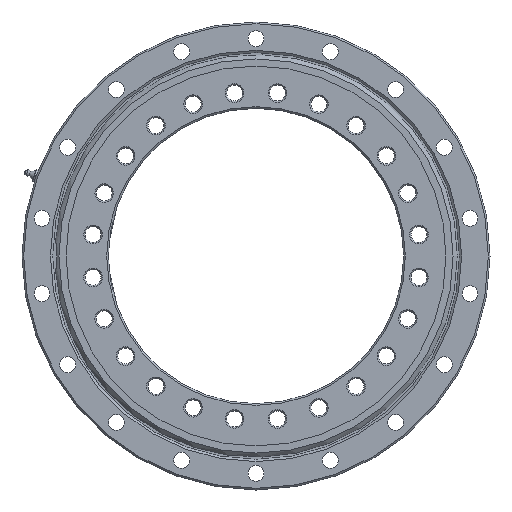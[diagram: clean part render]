
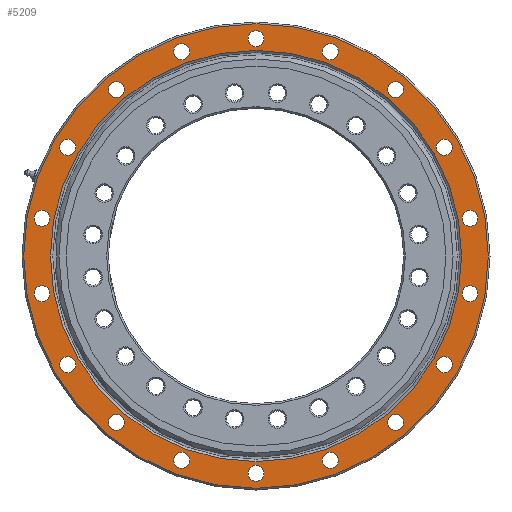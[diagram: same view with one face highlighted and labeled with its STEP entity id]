
A CAD part, front view. The second image highlights one B-rep face of the part: STEP entity #5209.
In plain terms, the highlighted planar face has unit normal (0, -1, 0).
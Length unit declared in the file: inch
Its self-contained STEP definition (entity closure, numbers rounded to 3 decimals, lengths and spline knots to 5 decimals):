
#312=PLANE('',#5848);
#386=FACE_BOUND('',#1336,.T.);
#387=FACE_BOUND('',#1337,.T.);
#388=FACE_BOUND('',#1338,.T.);
#389=FACE_BOUND('',#1339,.T.);
#390=FACE_BOUND('',#1340,.T.);
#391=FACE_BOUND('',#1341,.T.);
#392=FACE_BOUND('',#1342,.T.);
#393=FACE_BOUND('',#1343,.T.);
#394=FACE_BOUND('',#1344,.T.);
#395=FACE_BOUND('',#1345,.T.);
#396=FACE_BOUND('',#1346,.T.);
#397=FACE_BOUND('',#1347,.T.);
#398=FACE_BOUND('',#1348,.T.);
#399=FACE_BOUND('',#1349,.T.);
#400=FACE_BOUND('',#1350,.T.);
#401=FACE_BOUND('',#1351,.T.);
#402=FACE_BOUND('',#1352,.T.);
#403=FACE_BOUND('',#1353,.T.);
#404=FACE_BOUND('',#1354,.T.);
#985=FACE_OUTER_BOUND('',#1335,.T.);
#1335=EDGE_LOOP('',(#4550));
#1336=EDGE_LOOP('',(#4551));
#1337=EDGE_LOOP('',(#4552));
#1338=EDGE_LOOP('',(#4553));
#1339=EDGE_LOOP('',(#4554));
#1340=EDGE_LOOP('',(#4555));
#1341=EDGE_LOOP('',(#4556));
#1342=EDGE_LOOP('',(#4557));
#1343=EDGE_LOOP('',(#4558));
#1344=EDGE_LOOP('',(#4559));
#1345=EDGE_LOOP('',(#4560));
#1346=EDGE_LOOP('',(#4561));
#1347=EDGE_LOOP('',(#4562));
#1348=EDGE_LOOP('',(#4563));
#1349=EDGE_LOOP('',(#4564));
#1350=EDGE_LOOP('',(#4565));
#1351=EDGE_LOOP('',(#4566));
#1352=EDGE_LOOP('',(#4567));
#1353=EDGE_LOOP('',(#4568));
#1354=EDGE_LOOP('',(#4569));
#1988=CIRCLE('',#5844,8.2075);
#1991=CIRCLE('',#5849,7.26378);
#1992=CIRCLE('',#5850,0.281);
#1993=CIRCLE('',#5851,0.281);
#1994=CIRCLE('',#5852,0.281);
#1995=CIRCLE('',#5853,0.281);
#1996=CIRCLE('',#5854,0.281);
#1997=CIRCLE('',#5855,0.281);
#1998=CIRCLE('',#5856,0.281);
#1999=CIRCLE('',#5857,0.281);
#2000=CIRCLE('',#5858,0.281);
#2001=CIRCLE('',#5859,0.281);
#2002=CIRCLE('',#5860,0.281);
#2003=CIRCLE('',#5861,0.281);
#2004=CIRCLE('',#5862,0.281);
#2005=CIRCLE('',#5863,0.281);
#2006=CIRCLE('',#5864,0.281);
#2007=CIRCLE('',#5865,0.281);
#2008=CIRCLE('',#5866,0.281);
#2009=CIRCLE('',#5867,0.281);
#2476=VERTEX_POINT('',#16113);
#2479=VERTEX_POINT('',#16123);
#2480=VERTEX_POINT('',#16125);
#2481=VERTEX_POINT('',#16127);
#2482=VERTEX_POINT('',#16129);
#2483=VERTEX_POINT('',#16131);
#2484=VERTEX_POINT('',#16133);
#2485=VERTEX_POINT('',#16135);
#2486=VERTEX_POINT('',#16137);
#2487=VERTEX_POINT('',#16139);
#2488=VERTEX_POINT('',#16141);
#2489=VERTEX_POINT('',#16143);
#2490=VERTEX_POINT('',#16145);
#2491=VERTEX_POINT('',#16147);
#2492=VERTEX_POINT('',#16149);
#2493=VERTEX_POINT('',#16151);
#2494=VERTEX_POINT('',#16153);
#2495=VERTEX_POINT('',#16155);
#2496=VERTEX_POINT('',#16157);
#2497=VERTEX_POINT('',#16159);
#3182=EDGE_CURVE('',#2476,#2476,#1988,.T.);
#3186=EDGE_CURVE('',#2479,#2479,#1991,.T.);
#3187=EDGE_CURVE('',#2480,#2480,#1992,.T.);
#3188=EDGE_CURVE('',#2481,#2481,#1993,.T.);
#3189=EDGE_CURVE('',#2482,#2482,#1994,.T.);
#3190=EDGE_CURVE('',#2483,#2483,#1995,.T.);
#3191=EDGE_CURVE('',#2484,#2484,#1996,.T.);
#3192=EDGE_CURVE('',#2485,#2485,#1997,.T.);
#3193=EDGE_CURVE('',#2486,#2486,#1998,.T.);
#3194=EDGE_CURVE('',#2487,#2487,#1999,.T.);
#3195=EDGE_CURVE('',#2488,#2488,#2000,.T.);
#3196=EDGE_CURVE('',#2489,#2489,#2001,.T.);
#3197=EDGE_CURVE('',#2490,#2490,#2002,.T.);
#3198=EDGE_CURVE('',#2491,#2491,#2003,.T.);
#3199=EDGE_CURVE('',#2492,#2492,#2004,.T.);
#3200=EDGE_CURVE('',#2493,#2493,#2005,.T.);
#3201=EDGE_CURVE('',#2494,#2494,#2006,.T.);
#3202=EDGE_CURVE('',#2495,#2495,#2007,.T.);
#3203=EDGE_CURVE('',#2496,#2496,#2008,.T.);
#3204=EDGE_CURVE('',#2497,#2497,#2009,.T.);
#4550=ORIENTED_EDGE('',*,*,#3182,.F.);
#4551=ORIENTED_EDGE('',*,*,#3186,.T.);
#4552=ORIENTED_EDGE('',*,*,#3187,.T.);
#4553=ORIENTED_EDGE('',*,*,#3188,.T.);
#4554=ORIENTED_EDGE('',*,*,#3189,.T.);
#4555=ORIENTED_EDGE('',*,*,#3190,.T.);
#4556=ORIENTED_EDGE('',*,*,#3191,.T.);
#4557=ORIENTED_EDGE('',*,*,#3192,.T.);
#4558=ORIENTED_EDGE('',*,*,#3193,.T.);
#4559=ORIENTED_EDGE('',*,*,#3194,.T.);
#4560=ORIENTED_EDGE('',*,*,#3195,.T.);
#4561=ORIENTED_EDGE('',*,*,#3196,.T.);
#4562=ORIENTED_EDGE('',*,*,#3197,.T.);
#4563=ORIENTED_EDGE('',*,*,#3198,.T.);
#4564=ORIENTED_EDGE('',*,*,#3199,.T.);
#4565=ORIENTED_EDGE('',*,*,#3200,.T.);
#4566=ORIENTED_EDGE('',*,*,#3201,.T.);
#4567=ORIENTED_EDGE('',*,*,#3202,.T.);
#4568=ORIENTED_EDGE('',*,*,#3203,.T.);
#4569=ORIENTED_EDGE('',*,*,#3204,.T.);
#5209=ADVANCED_FACE('',(#985,#386,#387,#388,#389,#390,#391,#392,#393,#394,
#395,#396,#397,#398,#399,#400,#401,#402,#403,#404),#312,.T.);
#5844=AXIS2_PLACEMENT_3D('',#16115,#7030,#7031);
#5848=AXIS2_PLACEMENT_3D('',#16122,#7039,#7040);
#5849=AXIS2_PLACEMENT_3D('',#16124,#7041,#7042);
#5850=AXIS2_PLACEMENT_3D('',#16126,#7043,#7044);
#5851=AXIS2_PLACEMENT_3D('',#16128,#7045,#7046);
#5852=AXIS2_PLACEMENT_3D('',#16130,#7047,#7048);
#5853=AXIS2_PLACEMENT_3D('',#16132,#7049,#7050);
#5854=AXIS2_PLACEMENT_3D('',#16134,#7051,#7052);
#5855=AXIS2_PLACEMENT_3D('',#16136,#7053,#7054);
#5856=AXIS2_PLACEMENT_3D('',#16138,#7055,#7056);
#5857=AXIS2_PLACEMENT_3D('',#16140,#7057,#7058);
#5858=AXIS2_PLACEMENT_3D('',#16142,#7059,#7060);
#5859=AXIS2_PLACEMENT_3D('',#16144,#7061,#7062);
#5860=AXIS2_PLACEMENT_3D('',#16146,#7063,#7064);
#5861=AXIS2_PLACEMENT_3D('',#16148,#7065,#7066);
#5862=AXIS2_PLACEMENT_3D('',#16150,#7067,#7068);
#5863=AXIS2_PLACEMENT_3D('',#16152,#7069,#7070);
#5864=AXIS2_PLACEMENT_3D('',#16154,#7071,#7072);
#5865=AXIS2_PLACEMENT_3D('',#16156,#7073,#7074);
#5866=AXIS2_PLACEMENT_3D('',#16158,#7075,#7076);
#5867=AXIS2_PLACEMENT_3D('',#16160,#7077,#7078);
#7030=DIRECTION('center_axis',(0.,1.,0.));
#7031=DIRECTION('ref_axis',(1.,0.,0.));
#7039=DIRECTION('center_axis',(0.,-1.,0.));
#7040=DIRECTION('ref_axis',(0.,0.,-1.));
#7041=DIRECTION('center_axis',(0.,1.,0.));
#7042=DIRECTION('ref_axis',(-1.,0.,0.));
#7043=DIRECTION('center_axis',(0.,1.,0.));
#7044=DIRECTION('ref_axis',(1.,0.,0.));
#7045=DIRECTION('center_axis',(0.,1.,0.));
#7046=DIRECTION('ref_axis',(0.94,0.,-0.342));
#7047=DIRECTION('center_axis',(0.,1.,0.));
#7048=DIRECTION('ref_axis',(0.766,0.,-0.643));
#7049=DIRECTION('center_axis',(0.,1.,0.));
#7050=DIRECTION('ref_axis',(0.5,0.,-0.866));
#7051=DIRECTION('center_axis',(0.,1.,0.));
#7052=DIRECTION('ref_axis',(0.174,0.,-0.985));
#7053=DIRECTION('center_axis',(0.,1.,0.));
#7054=DIRECTION('ref_axis',(-0.174,0.,-0.985));
#7055=DIRECTION('center_axis',(0.,1.,0.));
#7056=DIRECTION('ref_axis',(-0.5,0.,-0.866));
#7057=DIRECTION('center_axis',(0.,1.,0.));
#7058=DIRECTION('ref_axis',(-0.766,0.,-0.643));
#7059=DIRECTION('center_axis',(0.,1.,0.));
#7060=DIRECTION('ref_axis',(-0.94,0.,-0.342));
#7061=DIRECTION('center_axis',(0.,1.,0.));
#7062=DIRECTION('ref_axis',(-1.,0.,0.));
#7063=DIRECTION('center_axis',(0.,1.,0.));
#7064=DIRECTION('ref_axis',(-0.94,0.,0.342));
#7065=DIRECTION('center_axis',(0.,1.,0.));
#7066=DIRECTION('ref_axis',(-0.766,0.,0.643));
#7067=DIRECTION('center_axis',(0.,1.,0.));
#7068=DIRECTION('ref_axis',(-0.5,0.,0.866));
#7069=DIRECTION('center_axis',(0.,1.,0.));
#7070=DIRECTION('ref_axis',(-0.174,0.,0.985));
#7071=DIRECTION('center_axis',(0.,1.,0.));
#7072=DIRECTION('ref_axis',(0.174,0.,0.985));
#7073=DIRECTION('center_axis',(0.,1.,0.));
#7074=DIRECTION('ref_axis',(0.5,0.,0.866));
#7075=DIRECTION('center_axis',(0.,1.,0.));
#7076=DIRECTION('ref_axis',(0.766,0.,0.643));
#7077=DIRECTION('center_axis',(0.,1.,0.));
#7078=DIRECTION('ref_axis',(0.94,0.,0.342));
#16113=CARTESIAN_POINT('',(-8.2075,-0.748,0.));
#16115=CARTESIAN_POINT('Origin',(0.,-0.748,0.));
#16122=CARTESIAN_POINT('Origin',(-7.76564,-0.748,0.));
#16123=CARTESIAN_POINT('',(7.26378,-0.748,0.));
#16124=CARTESIAN_POINT('Origin',(0.,-0.748,0.));
#16125=CARTESIAN_POINT('',(-7.84137,-0.748,-1.3331));
#16126=CARTESIAN_POINT('Origin',(-7.56037,-0.748,-1.3331));
#16127=CARTESIAN_POINT('',(-7.82442,-0.748,1.4292));
#16128=CARTESIAN_POINT('Origin',(-7.56037,-0.748,1.3331));
#16129=CARTESIAN_POINT('',(-6.86374,-0.748,4.01912));
#16130=CARTESIAN_POINT('Origin',(-6.64848,-0.748,3.8385));
#16131=CARTESIAN_POINT('',(-5.07518,-0.748,6.12428));
#16132=CARTESIAN_POINT('Origin',(-4.93468,-0.748,5.88092));
#16133=CARTESIAN_POINT('',(-2.67448,-0.748,7.49075));
#16134=CARTESIAN_POINT('Origin',(-2.62569,-0.748,7.21402));
#16135=CARTESIAN_POINT('',(0.0488,-0.748,7.95373));
#16136=CARTESIAN_POINT('Origin',(0.,-0.748,
7.677));
#16137=CARTESIAN_POINT('',(2.76619,-0.748,7.45737));
#16138=CARTESIAN_POINT('Origin',(2.62569,-0.748,7.21402));
#16139=CARTESIAN_POINT('',(5.14994,-0.748,6.06155));
#16140=CARTESIAN_POINT('Origin',(4.93468,-0.748,5.88092));
#16141=CARTESIAN_POINT('',(6.91253,-0.748,3.93461));
#16142=CARTESIAN_POINT('Origin',(6.64848,-0.748,3.8385));
#16143=CARTESIAN_POINT('',(7.84137,-0.748,1.3331));
#16144=CARTESIAN_POINT('Origin',(7.56037,-0.748,1.3331));
#16145=CARTESIAN_POINT('',(7.82442,-0.748,-1.4292));
#16146=CARTESIAN_POINT('Origin',(7.56037,-0.748,-1.3331));
#16147=CARTESIAN_POINT('',(6.86374,-0.748,-4.01912));
#16148=CARTESIAN_POINT('Origin',(6.64848,-0.748,-3.8385));
#16149=CARTESIAN_POINT('',(5.07518,-0.748,-6.12428));
#16150=CARTESIAN_POINT('Origin',(4.93468,-0.748,-5.88092));
#16151=CARTESIAN_POINT('',(2.67448,-0.748,-7.49075));
#16152=CARTESIAN_POINT('Origin',(2.62569,-0.748,-7.21402));
#16153=CARTESIAN_POINT('',(-0.0488,-0.748,-7.95373));
#16154=CARTESIAN_POINT('Origin',(0.,-0.748,
-7.677));
#16155=CARTESIAN_POINT('',(-2.76619,-0.748,-7.45737));
#16156=CARTESIAN_POINT('Origin',(-2.62569,-0.748,-7.21402));
#16157=CARTESIAN_POINT('',(-5.14994,-0.748,-6.06155));
#16158=CARTESIAN_POINT('Origin',(-4.93468,-0.748,-5.88092));
#16159=CARTESIAN_POINT('',(-6.91253,-0.748,-3.93461));
#16160=CARTESIAN_POINT('Origin',(-6.64848,-0.748,-3.8385));
